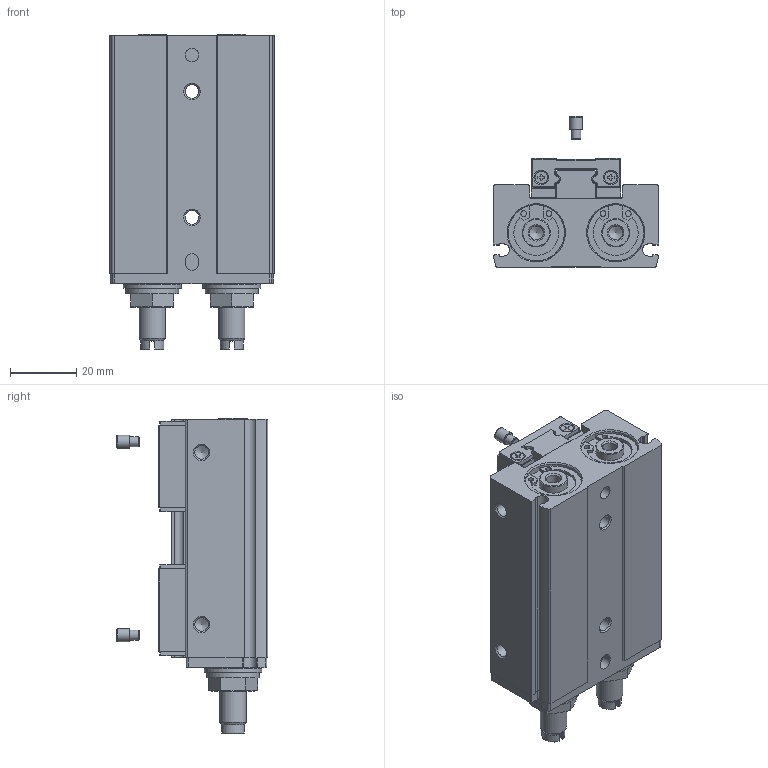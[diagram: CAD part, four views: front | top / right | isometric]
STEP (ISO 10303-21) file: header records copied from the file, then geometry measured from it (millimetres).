
FILE_DESCRIPTION(/* description */ ('STEP AP214'),/* implementation_level */ '2;1');
FILE_NAME(/* name */ '8143712_HPPF-16-16-A-S',/* time_stamp */ '2024-08-29T11:14:56+02:00',/* author */ ('License CC BY-ND 4.0'),/* organization */ ('CADENAS'),/* preprocessor_version */ 'ST-DEVELOPER v19.3',/* originating_system */ 'PARTsolutions',/* authorisation */ ' ');
FILE_SCHEMA (('AUTOMOTIVE_DESIGN {1 0 10303 214 3 1 1}'));
Length unit declared in the file: millimetre
Products named in the file (5): 8143712 HPPF-16-16-A-S---(0_high); 8143712 HPPF-16-16-A-S---(high_h); 8143712 HPPF-16-16-A-S---(high_g); 8178941 HPPF-7.0X3; ISO-4026 M5x5
Assembly tree (7 placements, depth 2):
  8143712 HPPF-16-16-A-S---(0_high)
    8143712 HPPF-16-16-A-S---(high_h)
    8143712 HPPF-16-16-A-S---(high_g)  x2
    8178941 HPPF-7.0X3  x2
    ISO-4026 M5x5  x2
Bounding box: 50 x 45.8 x 95.3 mm (x, y, z)
Volume: 99383 mm3; surface area: 28748.2 mm2
Topology: 7 solids, 7 shells, 768 faces, 1962 edges, 1271 vertices
Faces by surface type: plane 409, cylinder 262, cone 95, torus 2
Full cylindrical faces by diameter (mm): 1.7 x4, 3 x4, 3.242 x8, 3.8 x8, 4 x3, 4.134 x14, 5 x2, 5.5 x5, 6.5 x2, 7 x2, 8 x6, 8.5 x2, 15.8 x2, 16 x2, 17 x2, 17.5 x2
Entity records: 16007 total; most frequent: CARTESIAN_POINT 2817, DIRECTION 2796, ORIENTED_EDGE 2514, EDGE_CURVE 1257, AXIS2_PLACEMENT_3D 1019, VERTEX_POINT 888, LINE 758, VECTOR 758
